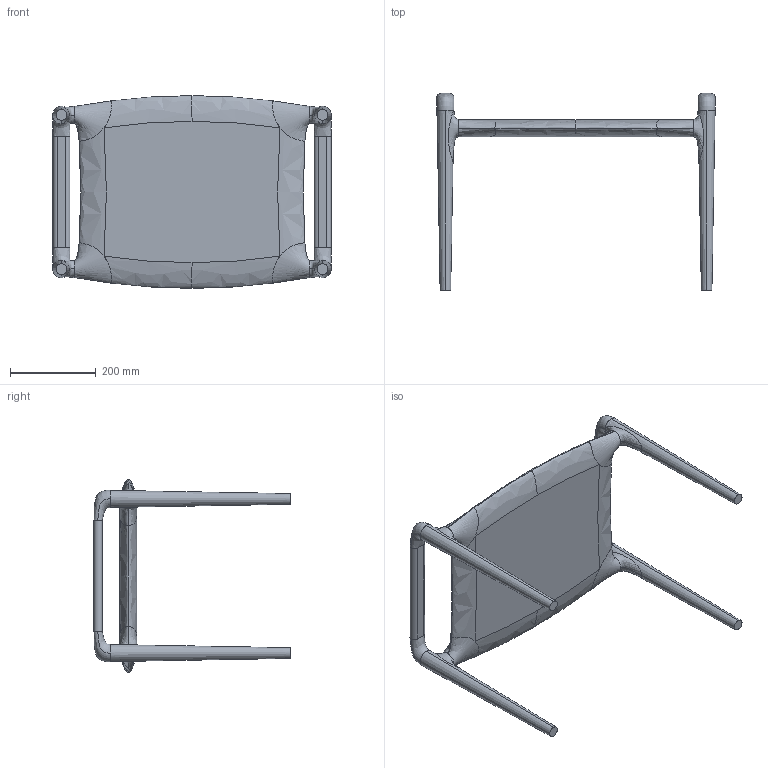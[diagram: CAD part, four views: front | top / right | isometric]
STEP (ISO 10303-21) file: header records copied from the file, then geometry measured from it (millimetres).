
FILE_DESCRIPTION (( 'STEP AP203' ), '1' );
FILE_NAME ('1. Taburet - sklop - MU-T.STEP', '2023-11-23T10:56:22', ( '' ), ( '' ), 'SwSTEP 2.0', 'SolidWorks 2023', '' );
FILE_SCHEMA (( 'CONFIG_CONTROL_DESIGN' ));
Length unit declared in the file: millimetre
Products named in the file (1): 1. Taburet - sklop - MU-T
Bounding box: 650 x 460 x 450 mm (x, y, z)
Volume: 10293352 mm3; surface area: 782539.1 mm2
Topology: 7 solids, 7 shells, 152 faces, 578 edges, 456 vertices
Faces by surface type: plane 58, bspline 44, cylinder 42, cone 8
Entity records: 22448 total; most frequent: CARTESIAN_POINT 18132, ORIENTED_EDGE 1156, EDGE_CURVE 578, DIRECTION 508, VERTEX_POINT 456, B_SPLINE_CURVE_WITH_KNOTS 380, AXIS2_PLACEMENT_3D 201, EDGE_LOOP 168
